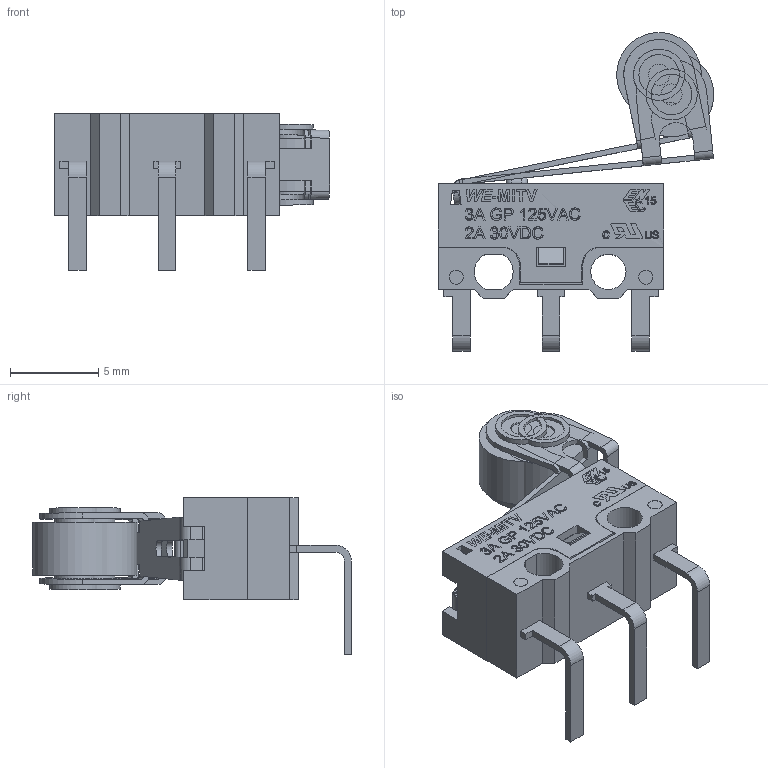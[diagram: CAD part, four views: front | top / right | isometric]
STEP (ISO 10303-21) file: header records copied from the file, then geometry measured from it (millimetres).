
FILE_DESCRIPTION(/* description */ ('Unknown'),/* implementation_level */ '2;1');
FILE_NAME(/* name */ 'SW_Wurth_WS-MITV_463093691402',/* time_stamp */ '2025-04-24T17:53:14+08:00',/* author */ ('Unknown'),/* organization */ ('Unknown'),/* preprocessor_version */ 'ST-DEVELOPER v19.4',/* originating_system */ 'Solid Edge',/* authorisation */ 'Unknown');
FILE_SCHEMA (('AUTOMOTIVE_DESIGN {1 0 10303 214 3 1 1}'));
Length unit declared in the file: millimetre
Products named in the file (2): SW_Wurth_WS-MITV_463093691402
Assembly tree (1 placements, depth 2):
  SW_Wurth_WS-MITV_463093691402
    SW_Wurth_WS-MITV_463093691402
Bounding box: 15.63 x 18.07 x 8.9 mm (x, y, z)
Volume: 444 mm3; surface area: 1456.2 mm2
Topology: 11 solids, 11 shells, 719 faces, 1885 edges, 1242 vertices
Faces by surface type: plane 549, cylinder 114, bspline 43, torus 8, sphere 3, cone 2
Full cylindrical faces by diameter (mm): 0.8 x2, 1.2 x4, 2 x1, 2.3 x12, 2.9 x4, 4.8 x2
Entity records: 25813 total; most frequent: CARTESIAN_POINT 6174, ORIENTED_EDGE 3696, DIRECTION 2906, EDGE_CURVE 1848, VERTEX_POINT 1234, LINE 1106, VECTOR 1106, AXIS2_PLACEMENT_3D 900
